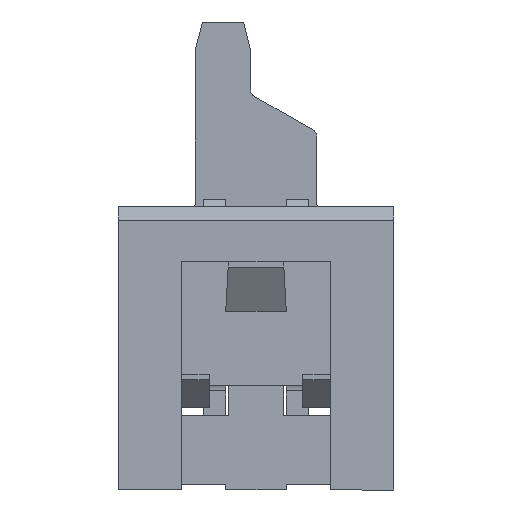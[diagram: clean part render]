
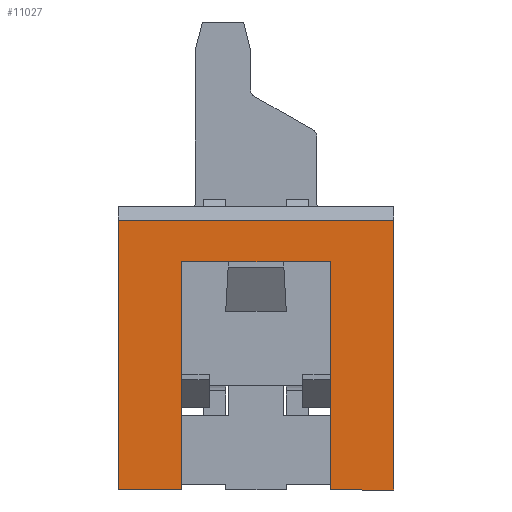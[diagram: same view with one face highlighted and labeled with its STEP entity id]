
A CAD part, left-side view. The second image highlights one B-rep face of the part: STEP entity #11027.
In plain terms, the highlighted planar face has unit normal (-1, 0, 0).
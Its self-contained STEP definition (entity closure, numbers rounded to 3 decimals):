
#2591=ORIENTED_EDGE('',*,*,#4848,.F.);
#2592=ORIENTED_EDGE('',*,*,#4849,.T.);
#2593=ORIENTED_EDGE('',*,*,#4415,.T.);
#2594=ORIENTED_EDGE('',*,*,#4850,.T.);
#2595=ORIENTED_EDGE('',*,*,#4851,.F.);
#2596=ORIENTED_EDGE('',*,*,#4852,.F.);
#2597=ORIENTED_EDGE('',*,*,#4853,.T.);
#2598=ORIENTED_EDGE('',*,*,#4854,.T.);
#4415=EDGE_CURVE('',#5739,#5740,#7083,.T.);
#4848=EDGE_CURVE('',#6082,#6083,#7472,.T.);
#4849=EDGE_CURVE('',#6082,#5739,#7473,.T.);
#4850=EDGE_CURVE('',#5740,#6084,#7474,.T.);
#4851=EDGE_CURVE('',#6085,#6084,#7475,.T.);
#4852=EDGE_CURVE('',#6086,#6085,#7476,.T.);
#4853=EDGE_CURVE('',#6086,#6087,#7477,.T.);
#4854=EDGE_CURVE('',#6087,#6083,#7478,.T.);
#5739=VERTEX_POINT('',#16426);
#5740=VERTEX_POINT('',#16427);
#6082=VERTEX_POINT('',#17255);
#6083=VERTEX_POINT('',#17256);
#6084=VERTEX_POINT('',#17259);
#6085=VERTEX_POINT('',#17261);
#6086=VERTEX_POINT('',#17263);
#6087=VERTEX_POINT('',#17265);
#7083=LINE('',#16425,#8561);
#7472=LINE('',#17254,#8950);
#7473=LINE('',#17257,#8951);
#7474=LINE('',#17258,#8952);
#7475=LINE('',#17260,#8953);
#7476=LINE('',#17262,#8954);
#7477=LINE('',#17264,#8955);
#7478=LINE('',#17266,#8956);
#8561=VECTOR('',#13352,1000.);
#8950=VECTOR('',#13935,1000.);
#8951=VECTOR('',#13936,1000.);
#8952=VECTOR('',#13937,1000.);
#8953=VECTOR('',#13938,1000.);
#8954=VECTOR('',#13939,1000.);
#8955=VECTOR('',#13940,1000.);
#8956=VECTOR('',#13941,1000.);
#9558=EDGE_LOOP('',(#2591,#2592,#2593,#2594,#2595,#2596,#2597,#2598));
#10100=FACE_BOUND('',#9558,.T.);
#10588=PLANE('',#11618);
#11027=ADVANCED_FACE('',(#10100),#10588,.F.);
#11618=AXIS2_PLACEMENT_3D('',#17253,#13933,#13934);
#13352=DIRECTION('',(0.,0.,-1.));
#13933=DIRECTION('',(1.,0.,0.));
#13934=DIRECTION('',(0.,0.,-1.));
#13935=DIRECTION('',(0.,0.,-1.));
#13936=DIRECTION('',(0.,1.,0.));
#13937=DIRECTION('',(0.,-1.,0.));
#13938=DIRECTION('',(0.,0.,-1.));
#13939=DIRECTION('',(0.,1.,0.));
#13940=DIRECTION('',(0.,0.,-1.));
#13941=DIRECTION('',(0.,-1.,0.));
#16425=CARTESIAN_POINT('',(-15.685,2.5,1.35));
#16426=CARTESIAN_POINT('',(-15.685,2.5,4.9));
#16427=CARTESIAN_POINT('',(-15.685,2.5,0.));
#17253=CARTESIAN_POINT('',(-15.685,2.5,1.35));
#17254=CARTESIAN_POINT('',(-15.685,-2.5,1.35));
#17255=CARTESIAN_POINT('',(-15.685,-2.5,4.9));
#17256=CARTESIAN_POINT('',(-15.685,-2.5,0.));
#17257=CARTESIAN_POINT('',(-15.685,2.5,4.9));
#17258=CARTESIAN_POINT('',(-15.685,2.5,0.));
#17259=CARTESIAN_POINT('',(-15.685,1.35,0.));
#17260=CARTESIAN_POINT('',(-15.685,1.35,0.1));
#17261=CARTESIAN_POINT('',(-15.685,1.35,4.15));
#17262=CARTESIAN_POINT('',(-15.685,-1.35,4.15));
#17263=CARTESIAN_POINT('',(-15.685,-1.35,4.15));
#17264=CARTESIAN_POINT('',(-15.685,-1.35,0.1));
#17265=CARTESIAN_POINT('',(-15.685,-1.35,0.));
#17266=CARTESIAN_POINT('',(-15.685,2.5,0.));
